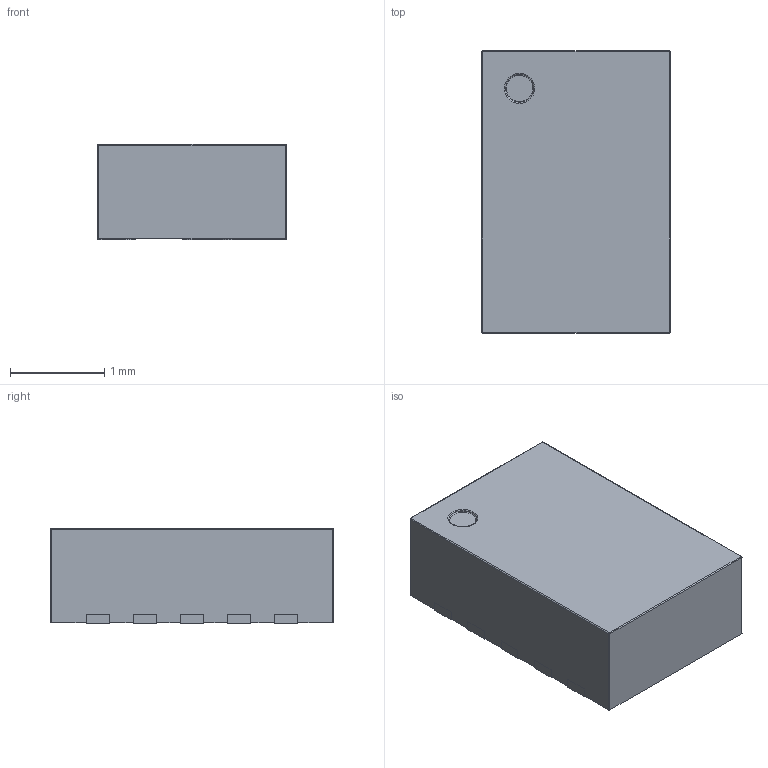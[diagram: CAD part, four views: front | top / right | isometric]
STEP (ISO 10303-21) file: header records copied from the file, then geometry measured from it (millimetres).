
FILE_DESCRIPTION (( 'STEP AP214' ), '1' );
FILE_NAME ('User Library-TPS63802.STEP', '2020-07-24T12:33:39', ( '' ), ( '' ), 'SwSTEP 2.0', 'SolidWorks 2020', '' );
FILE_SCHEMA (( 'AUTOMOTIVE_DESIGN' ));
Length unit declared in the file: millimetre
Products named in the file (12): Part_347_10; Part_347_2; Part_347_5; User Library-TPS63802; Part_347_6; Part_347; Part_347_3; Part_347_8; Part_347_9; Part_347_4; Part_347_11; Part_347_7
Assembly tree (11 placements, depth 2):
  User Library-TPS63802
    Part_347
    Part_347_2
    Part_347_3
    Part_347_4
    Part_347_5
    Part_347_6
    Part_347_7
    Part_347_8
    Part_347_9
    Part_347_10
    Part_347_11
Bounding box: 2 x 3 x 1.01 mm (x, y, z)
Volume: 6 mm3; surface area: 27.3 mm2
Topology: 11 solids, 11 shells, 133 faces, 322 edges, 208 vertices
Faces by surface type: plane 89, cylinder 36, bspline 8
Entity records: 5921 total; most frequent: CARTESIAN_POINT 829, DIRECTION 672, ORIENTED_EDGE 636, EDGE_CURVE 318, VECTOR 234, LINE 234, AXIS2_PLACEMENT_3D 219, VERTEX_POINT 208
